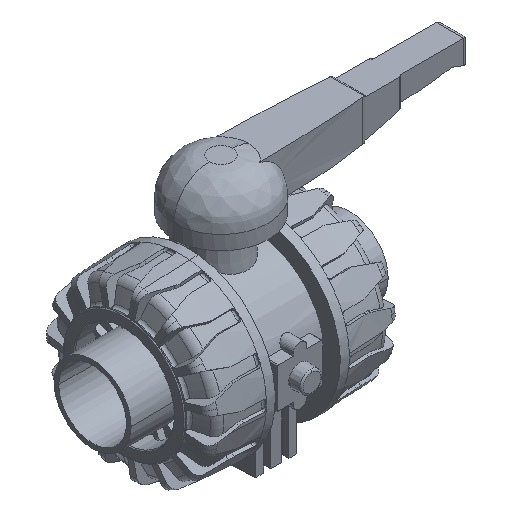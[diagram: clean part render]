
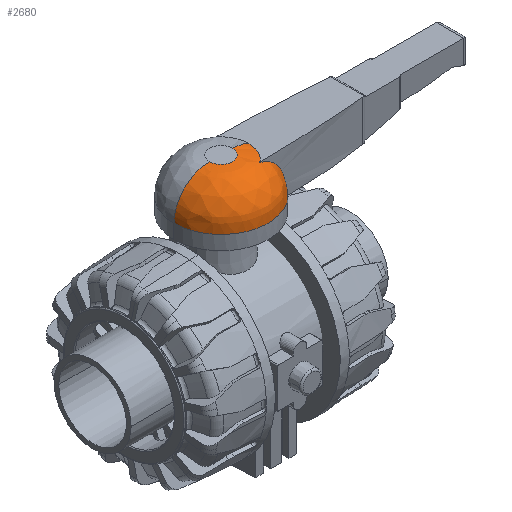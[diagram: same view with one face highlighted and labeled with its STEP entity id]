
A CAD part, isometric view. The second image highlights one B-rep face of the part: STEP entity #2680.
In plain terms, the highlighted free-form (B-spline) face has degree [2, 2] with [3, 9] control points.
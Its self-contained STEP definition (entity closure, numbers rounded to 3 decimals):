
#2680=ADVANCED_FACE('',(#5366),#5367,.F.);
#5366=FACE_OUTER_BOUND('',#8472,.T.);
#5367=(B_SPLINE_SURFACE(2,2,((#8474,#8475,#8476,#8477,#8478,#8479,#8480,#8481,#8482),(#8483,#8484,#8485,#8486,#8487,#8488,#8489,#8490,#8491),(#8492,#8493,#8494,#8495,#8496,#8497,#8498,#8499,#8500)),.UNSPECIFIED.,.F.,.T.,.F.)B_SPLINE_SURFACE_WITH_KNOTS((3,3),(3,2,2,2,3),(-1.571,0.),(-3.142,-1.571,0.0,1.571,3.142),.UNSPECIFIED.)RATIONAL_B_SPLINE_SURFACE(((1.0,0.707,1.0,0.707,1.0,0.707,1.0,0.707,1.0),(0.707,0.5,0.707,0.5,0.707,0.5,0.707,0.5,0.707),(1.0,0.707,1.0,0.707,1.0,0.707,1.0,0.707,1.0)))BOUNDED_SURFACE()REPRESENTATION_ITEM('')GEOMETRIC_REPRESENTATION_ITEM()SURFACE());
#8472=EDGE_LOOP('',(#16841,#16842,#16843,#16844,#16845,#16846));
#8474=CARTESIAN_POINT('',(13.5,0.,58.));
#8475=CARTESIAN_POINT('',(13.5,-13.5,58.));
#8476=CARTESIAN_POINT('',(0.,-13.5,58.));
#8477=CARTESIAN_POINT('',(-13.5,-13.5,58.));
#8478=CARTESIAN_POINT('',(-13.5,0.,58.0));
#8479=CARTESIAN_POINT('',(-13.5,13.5,58.));
#8480=CARTESIAN_POINT('',(0.,13.5,58.));
#8481=CARTESIAN_POINT('',(13.5,13.5,58.));
#8482=CARTESIAN_POINT('',(13.5,0.,58.));
#8483=CARTESIAN_POINT('',(55.,0.,58.0));
#8484=CARTESIAN_POINT('',(55.,-55.,58.));
#8485=CARTESIAN_POINT('',(0.,-55.,58.));
#8486=CARTESIAN_POINT('',(-55.,-55.,58.));
#8487=CARTESIAN_POINT('',(-55.,0.,58.));
#8488=CARTESIAN_POINT('',(-55.,55.,58.));
#8489=CARTESIAN_POINT('',(0.,55.,58.));
#8490=CARTESIAN_POINT('',(55.,55.,58.));
#8491=CARTESIAN_POINT('',(55.,0.,58.0));
#8492=CARTESIAN_POINT('',(55.,0.,16.5));
#8493=CARTESIAN_POINT('',(55.,-55.,16.5));
#8494=CARTESIAN_POINT('',(0.,-55.,16.5));
#8495=CARTESIAN_POINT('',(-55.,-55.,16.5));
#8496=CARTESIAN_POINT('',(-55.,0.,16.5));
#8497=CARTESIAN_POINT('',(-55.,55.,16.5));
#8498=CARTESIAN_POINT('',(0.,55.,16.5));
#8499=CARTESIAN_POINT('',(55.,55.,16.5));
#8500=CARTESIAN_POINT('',(55.,0.,16.5));
#16841=ORIENTED_EDGE('',*,*,#20402,.T.);
#16842=ORIENTED_EDGE('',*,*,#20415,.F.);
#16843=ORIENTED_EDGE('',*,*,#20416,.F.);
#16844=ORIENTED_EDGE('',*,*,#20417,.F.);
#16845=ORIENTED_EDGE('',*,*,#20404,.T.);
#16846=ORIENTED_EDGE('',*,*,#20418,.T.);
#20402=EDGE_CURVE('',#25391,#25392,#25393,.T.);
#20404=EDGE_CURVE('',#25396,#25394,#25397,.T.);
#20415=EDGE_CURVE('',#25414,#25392,#25415,.T.);
#20416=EDGE_CURVE('',#25416,#25414,#25417,.T.);
#20417=EDGE_CURVE('',#25396,#25416,#25418,.T.);
#20418=EDGE_CURVE('',#25394,#25391,#25419,.T.);
#25391=VERTEX_POINT('',#39166);
#25392=VERTEX_POINT('',#39167);
#25393=(B_SPLINE_CURVE(2,(#39169,#39170,#39171),.UNSPECIFIED.,.F.,.F.)B_SPLINE_CURVE_WITH_KNOTS((3,3),(-1.571,0.),.UNSPECIFIED.)RATIONAL_B_SPLINE_CURVE((1.0,0.707,1.0))BOUNDED_CURVE()REPRESENTATION_ITEM('')GEOMETRIC_REPRESENTATION_ITEM()CURVE());
#25394=VERTEX_POINT('',#39178);
#25396=VERTEX_POINT('',#39180);
#25397=(B_SPLINE_CURVE(2,(#39182,#39183,#39184),.UNSPECIFIED.,.F.,.F.)B_SPLINE_CURVE_WITH_KNOTS((3,3),(1.087,1.571),.UNSPECIFIED.)RATIONAL_B_SPLINE_CURVE((0.875,0.91,1.0))BOUNDED_CURVE()REPRESENTATION_ITEM('')GEOMETRIC_REPRESENTATION_ITEM()CURVE());
#25414=VERTEX_POINT('',#39219);
#25415=CIRCLE('',#39220,55.0);
#25416=VERTEX_POINT('',#39221);
#25417=B_SPLINE_CURVE_WITH_KNOTS('',3,(#39222,#39223,#39224,#39225,#39226,#39227,#39228,#39229,#39230,#39231,#39232,#39233),.UNSPECIFIED.,.F.,.F.,(4,2,2,2,2,4),(7.859,8.241,9.711,11.212,12.643,12.647),.UNSPECIFIED.);
#25418=CIRCLE('',#39234,32.295);
#25419=CIRCLE('',#39235,13.5);
#39166=CARTESIAN_POINT('',(-13.5,0.,58.0));
#39167=CARTESIAN_POINT('',(-55.0,0.,16.5));
#39169=CARTESIAN_POINT('',(-13.5,0.,58.0));
#39170=CARTESIAN_POINT('',(-55.,0.,58.));
#39171=CARTESIAN_POINT('',(-55.,0.,16.5));
#39178=CARTESIAN_POINT('',(13.5,0.,58.));
#39180=CARTESIAN_POINT('',(32.295,0.,53.5));
#39182=CARTESIAN_POINT('',(32.295,0.,53.5));
#39183=CARTESIAN_POINT('',(23.436,0.,58.));
#39184=CARTESIAN_POINT('',(13.5,0.,58.));
#39219=CARTESIAN_POINT('',(49.013,-24.954,16.5));
#39220=AXIS2_PLACEMENT_3D('',#43155,#43156,#43157);
#39221=CARTESIAN_POINT('',(19.615,-25.655,53.5));
#39222=CARTESIAN_POINT('',(19.615,-25.655,53.5));
#39223=CARTESIAN_POINT('',(21.174,-25.628,53.03));
#39224=CARTESIAN_POINT('',(22.711,-25.6,52.487));
#39225=CARTESIAN_POINT('',(30.038,-25.457,49.455));
#39226=CARTESIAN_POINT('',(34.554,-25.349,46.217));
#39227=CARTESIAN_POINT('',(41.524,-25.171,39.236));
#39228=CARTESIAN_POINT('',(44.335,-25.092,35.075));
#39229=CARTESIAN_POINT('',(48.058,-24.984,26.047));
#39230=CARTESIAN_POINT('',(49.007,-24.955,21.331));
#39231=CARTESIAN_POINT('',(49.013,-24.954,16.531));
#39232=CARTESIAN_POINT('',(49.013,-24.954,16.515));
#39233=CARTESIAN_POINT('',(49.013,-24.954,16.5));
#39234=AXIS2_PLACEMENT_3D('',#43158,#43159,#43160);
#39235=AXIS2_PLACEMENT_3D('',#43161,#43162,#43163);
#43155=CARTESIAN_POINT('',(0.0,0.0,16.5));
#43156=DIRECTION('',(0.0,0.0,-1.0));
#43157=DIRECTION('',(-1.0,0.0,0.0));
#43158=CARTESIAN_POINT('',(0.0,0.0,53.5));
#43159=DIRECTION('',(0.0,0.0,-1.0));
#43160=DIRECTION('',(-1.0,0.0,0.0));
#43161=CARTESIAN_POINT('',(0.0,0.0,58.));
#43162=DIRECTION('',(0.0,0.0,-1.0));
#43163=DIRECTION('',(-1.0,0.0,0.0));
